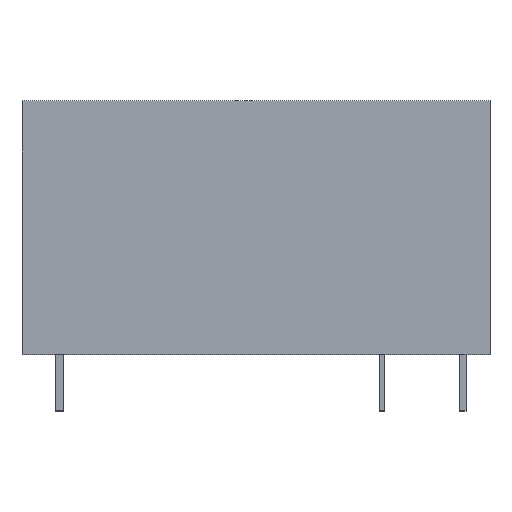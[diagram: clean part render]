
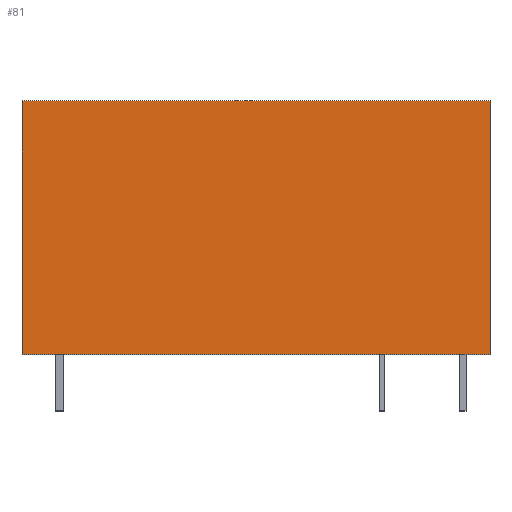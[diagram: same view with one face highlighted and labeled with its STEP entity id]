
A CAD part, top view. The second image highlights one B-rep face of the part: STEP entity #81.
In plain terms, the highlighted planar face has unit normal (0, 0, 1).
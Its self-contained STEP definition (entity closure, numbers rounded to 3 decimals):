
#81=ADVANCED_FACE('',(#158),#159,.T.);
#158=FACE_OUTER_BOUND('',#247,.T.);
#159=PLANE('',#248);
#247=EDGE_LOOP('',(#511,#512,#513,#514));
#248=AXIS2_PLACEMENT_3D('',#515,#516,#517);
#511=ORIENTED_EDGE('',*,*,#665,.T.);
#512=ORIENTED_EDGE('',*,*,#666,.T.);
#513=ORIENTED_EDGE('',*,*,#667,.T.);
#514=ORIENTED_EDGE('',*,*,#668,.T.);
#515=CARTESIAN_POINT('',(0.0,7.85,6.35));
#516=DIRECTION('',(0.0,0.0,1.0));
#517=DIRECTION('',(1.0,0.0,0.0));
#665=EDGE_CURVE('',#817,#818,#819,.T.);
#666=EDGE_CURVE('',#818,#820,#821,.T.);
#667=EDGE_CURVE('',#820,#822,#823,.T.);
#668=EDGE_CURVE('',#822,#817,#824,.T.);
#817=VERTEX_POINT('',#1061);
#818=VERTEX_POINT('',#1062);
#819=LINE('',#1063,#1064);
#820=VERTEX_POINT('',#1065);
#821=LINE('',#1066,#1067);
#822=VERTEX_POINT('',#1068);
#823=LINE('',#1069,#1070);
#824=LINE('',#1071,#1072);
#1061=CARTESIAN_POINT('',(14.5,0.0,6.35));
#1062=CARTESIAN_POINT('',(14.5,15.7,6.35));
#1063=CARTESIAN_POINT('',(14.5,7.85,6.35));
#1064=VECTOR('',#1177,1.0);
#1065=CARTESIAN_POINT('',(-14.5,15.7,6.35));
#1066=CARTESIAN_POINT('',(0.0,15.7,6.35));
#1067=VECTOR('',#1178,1.0);
#1068=CARTESIAN_POINT('',(-14.5,0.0,6.35));
#1069=CARTESIAN_POINT('',(-14.5,7.85,6.35));
#1070=VECTOR('',#1179,1.0);
#1071=CARTESIAN_POINT('',(0.0,0.0,6.35));
#1072=VECTOR('',#1180,1.0);
#1177=DIRECTION('',(0.0,1.0,0.0));
#1178=DIRECTION('',(-1.0,0.0,0.0));
#1179=DIRECTION('',(0.0,-1.0,0.0));
#1180=DIRECTION('',(1.0,0.0,0.0));
